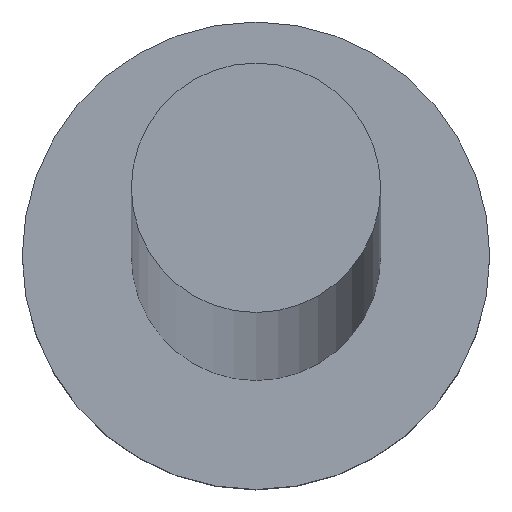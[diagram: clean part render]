
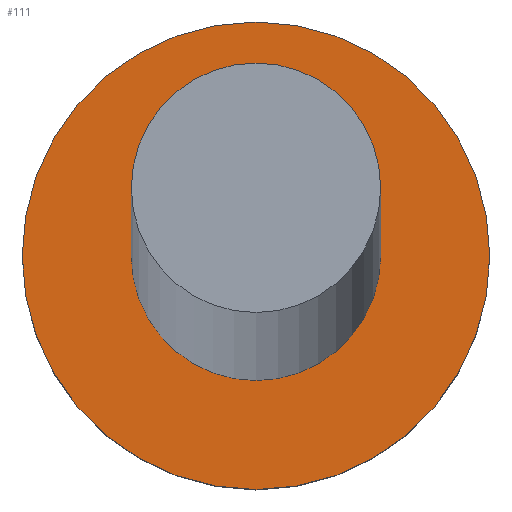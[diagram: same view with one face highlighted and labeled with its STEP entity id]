
A CAD part, top view. The second image highlights one B-rep face of the part: STEP entity #111.
In plain terms, the highlighted planar face has unit normal (0, 0, 1).
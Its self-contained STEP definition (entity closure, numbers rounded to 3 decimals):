
#7 = VERTEX_POINT ( 'NONE', #73 ) ;
#11 = VERTEX_POINT ( 'NONE', #137 ) ;
#13 = EDGE_CURVE ( 'NONE', #79, #11, #109, .T. ) ;
#17 = DIRECTION ( 'NONE',  ( 0., 0., 1. ) ) ;
#30 = DIRECTION ( 'NONE',  ( 0., 0., 1. ) ) ;
#31 = DIRECTION ( 'NONE',  ( 1., 0., 0. ) ) ;
#43 = CIRCLE ( 'NONE', #254, 3. ) ;
#55 = DIRECTION ( 'NONE',  ( 0., 0., 1. ) ) ;
#63 = AXIS2_PLACEMENT_3D ( 'NONE', #136, #17, #207 ) ;
#73 = CARTESIAN_POINT ( 'NONE',  ( -3., 0., 3. ) ) ;
#74 = FACE_OUTER_BOUND ( 'NONE', #129, .T. ) ;
#76 = PLANE ( 'NONE',  #122 ) ;
#79 = VERTEX_POINT ( 'NONE', #92 ) ;
#81 = EDGE_CURVE ( 'NONE', #226, #7, #128, .T. ) ;
#88 = CARTESIAN_POINT ( 'NONE',  ( 0., 0., 3. ) ) ;
#92 = CARTESIAN_POINT ( 'NONE',  ( 1.6, 0., 3. ) ) ;
#98 = AXIS2_PLACEMENT_3D ( 'NONE', #227, #55, #121 ) ;
#109 = CIRCLE ( 'NONE', #63, 1.6 ) ;
#111 = ADVANCED_FACE ( 'NONE', ( #250, #74 ), #76, .T. ) ;
#112 = ORIENTED_EDGE ( 'NONE', *, *, #161, .T. ) ;
#119 = CARTESIAN_POINT ( 'NONE',  ( 0., 0., 3. ) ) ;
#121 = DIRECTION ( 'NONE',  ( 1., 0., 0. ) ) ;
#122 = AXIS2_PLACEMENT_3D ( 'NONE', #152, #210, #134 ) ;
#125 = CARTESIAN_POINT ( 'NONE',  ( 3., 0., 3. ) ) ;
#126 = EDGE_CURVE ( 'NONE', #11, #79, #232, .T. ) ;
#128 = CIRCLE ( 'NONE', #237, 3. ) ;
#129 = EDGE_LOOP ( 'NONE', ( #112, #217 ) ) ;
#134 = DIRECTION ( 'NONE',  ( 1., 0., 0. ) ) ;
#136 = CARTESIAN_POINT ( 'NONE',  ( 0., 0., 3. ) ) ;
#137 = CARTESIAN_POINT ( 'NONE',  ( -1.6, 0., 3. ) ) ;
#152 = CARTESIAN_POINT ( 'NONE',  ( 0., 0., 3. ) ) ;
#161 = EDGE_CURVE ( 'NONE', #7, #226, #43, .T. ) ;
#166 = DIRECTION ( 'NONE',  ( 0., 0., 1. ) ) ;
#184 = EDGE_LOOP ( 'NONE', ( #185, #221 ) ) ;
#185 = ORIENTED_EDGE ( 'NONE', *, *, #126, .F. ) ;
#207 = DIRECTION ( 'NONE',  ( 1., 0., 0. ) ) ;
#210 = DIRECTION ( 'NONE',  ( 0., 0., 1. ) ) ;
#217 = ORIENTED_EDGE ( 'NONE', *, *, #81, .T. ) ;
#221 = ORIENTED_EDGE ( 'NONE', *, *, #13, .F. ) ;
#224 = DIRECTION ( 'NONE',  ( 1., 0., 0. ) ) ;
#226 = VERTEX_POINT ( 'NONE', #125 ) ;
#227 = CARTESIAN_POINT ( 'NONE',  ( 0., 0., 3. ) ) ;
#232 = CIRCLE ( 'NONE', #98, 1.6 ) ;
#237 = AXIS2_PLACEMENT_3D ( 'NONE', #119, #30, #224 ) ;
#250 = FACE_BOUND ( 'NONE', #184, .T. ) ;
#254 = AXIS2_PLACEMENT_3D ( 'NONE', #88, #166, #31 ) ;
